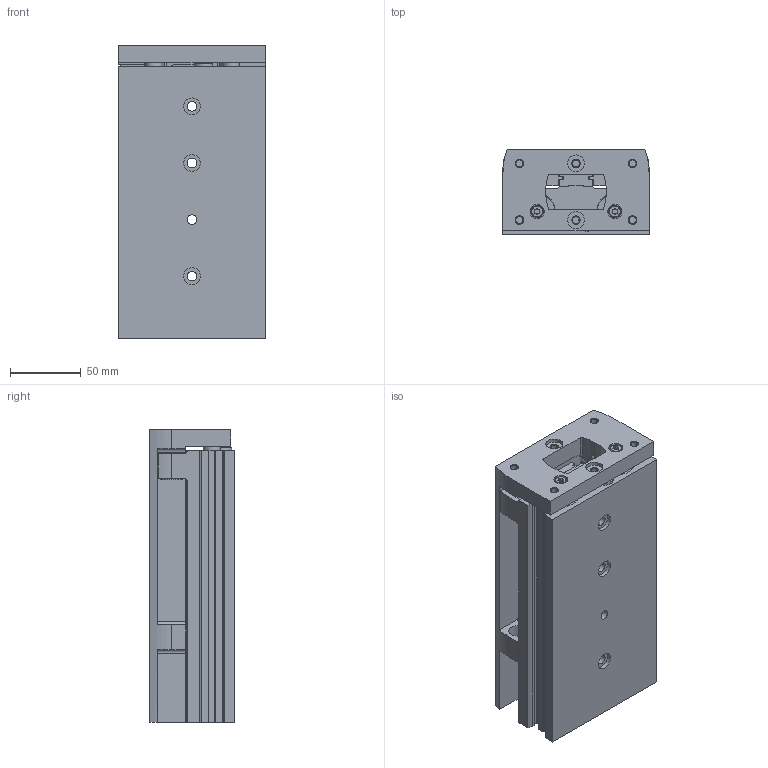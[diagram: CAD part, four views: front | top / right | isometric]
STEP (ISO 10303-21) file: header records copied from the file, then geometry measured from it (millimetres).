
FILE_DESCRIPTION(/* description */ ('STEP AP214'),/* implementation_level */ '2;1');
FILE_NAME(/* name */ '8078878_DGST-25-100-E1A',/* time_stamp */ '2024-08-16T07:20:14+02:00',/* author */ ('License CC BY-ND 4.0'),/* organization */ ('CADENAS'),/* preprocessor_version */ 'ST-DEVELOPER v19.3',/* originating_system */ 'PARTsolutions',/* authorisation */ ' ');
FILE_SCHEMA (('AUTOMOTIVE_DESIGN {1 0 10303 214 3 1 1}'));
Length unit declared in the file: millimetre
Products named in the file (3): 8078878 DGST-25-100-E1A---(0-high); 8073897 DGST-25-100---E1---(mechanical-high)h; 8073897 DGST-25-100---(mechanical-high)s
Assembly tree (2 placements, depth 2):
  8078878 DGST-25-100-E1A---(0-high)
    8073897 DGST-25-100---E1---(mechanical-high)h
    8073897 DGST-25-100---(mechanical-high)s
Bounding box: 104 x 60 x 207 mm (x, y, z)
Volume: 971444.7 mm3; surface area: 186348.9 mm2
Topology: 2 solids, 2 shells, 695 faces, 1719 edges, 1132 vertices
Faces by surface type: cylinder 369, plane 278, cone 29, torus 19
Full cylindrical faces by diameter (mm): 4.917 x14, 5.5 x12, 5.6 x4, 6.5 x12, 6.647 x4, 6.98 x1, 8.5 x2, 8.566 x2, 9 x1, 10 x10, 11 x11, 12 x7, 12.1 x2, 12.917 x2, 13 x1, 16 x2, 25 x6
Entity records: 22078 total; most frequent: DIRECTION 3756, CARTESIAN_POINT 3404, ORIENTED_EDGE 3138, EDGE_CURVE 1569, AXIS2_PLACEMENT_3D 1493, VERTEX_POINT 1123, EDGE_LOOP 964, FACE_BOUND 964
